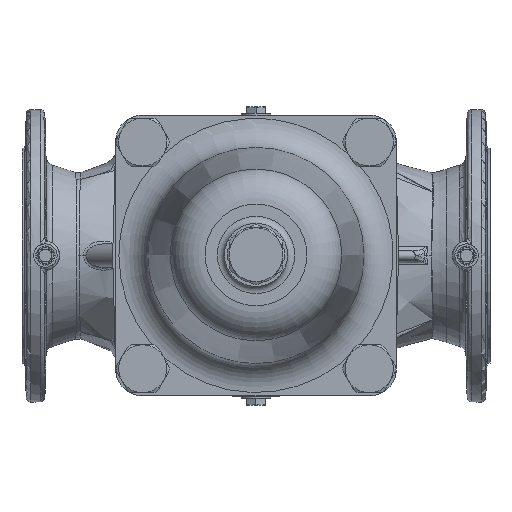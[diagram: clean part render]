
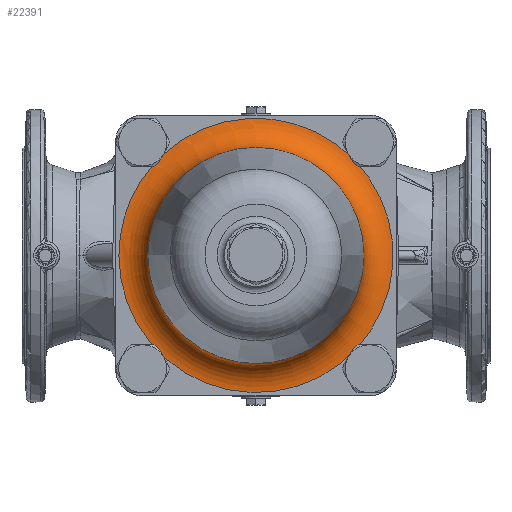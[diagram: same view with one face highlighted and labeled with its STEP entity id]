
A CAD part, top view. The second image highlights one B-rep face of the part: STEP entity #22391.
In plain terms, the highlighted toroidal (fillet/blend) face has major radius 117.21 mm and minor radius 25 mm.
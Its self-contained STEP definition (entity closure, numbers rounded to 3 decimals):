
#2736=B_SPLINE_CURVE_WITH_KNOTS('',3,(#33104,#33105,#33106,#33107),
 .UNSPECIFIED.,.F.,.F.,(4,4),(34.036,34.889),
 .UNSPECIFIED.);
#2737=B_SPLINE_CURVE_WITH_KNOTS('',3,(#33163,#33164,#33165,#33166),
 .UNSPECIFIED.,.F.,.F.,(4,4),(13.22,13.373),
 .UNSPECIFIED.);
#2738=B_SPLINE_CURVE_WITH_KNOTS('',3,(#33233,#33234,#33235,#33236,#33237,
#33238),.UNSPECIFIED.,.F.,.F.,(4,2,4),(-0.403,-0.205,
0.),.UNSPECIFIED.);
#4752=FACE_BOUND('',#6758,.T.);
#5155=FACE_OUTER_BOUND('',#6757,.T.);
#6757=EDGE_LOOP('',(#15021,#15022,#15023,#15024));
#6758=EDGE_LOOP('',(#15025));
#8326=CIRCLE('',#24105,117.21);
#8327=CIRCLE('',#24106,92.305);
#9312=VERTEX_POINT('',#33102);
#9313=VERTEX_POINT('',#33103);
#9331=VERTEX_POINT('',#33161);
#9332=VERTEX_POINT('',#33162);
#9347=VERTEX_POINT('',#33248);
#11381=EDGE_CURVE('',#9312,#9313,#2736,.T.);
#11400=EDGE_CURVE('',#9331,#9332,#2737,.T.);
#11430=EDGE_CURVE('',#9313,#9331,#2738,.T.);
#11434=EDGE_CURVE('',#9332,#9312,#8326,.T.);
#11435=EDGE_CURVE('',#9347,#9347,#8327,.T.);
#15021=ORIENTED_EDGE('',*,*,#11381,.T.);
#15022=ORIENTED_EDGE('',*,*,#11430,.T.);
#15023=ORIENTED_EDGE('',*,*,#11400,.T.);
#15024=ORIENTED_EDGE('',*,*,#11434,.T.);
#15025=ORIENTED_EDGE('',*,*,#11435,.F.);
#20591=TOROIDAL_SURFACE('',#24104,117.21,25.);
#22391=ADVANCED_FACE('',(#5155,#4752),#20591,.F.);
#24104=AXIS2_PLACEMENT_3D('',#33246,#26811,#26812);
#24105=AXIS2_PLACEMENT_3D('',#33247,#26813,#26814);
#24106=AXIS2_PLACEMENT_3D('',#33249,#26815,#26816);
#26811=DIRECTION('center_axis',(0.,0.,
1.));
#26812=DIRECTION('ref_axis',(-1.,0.,0.));
#26813=DIRECTION('center_axis',(0.,0.,
1.));
#26814=DIRECTION('ref_axis',(-1.,0.,0.));
#26815=DIRECTION('center_axis',(0.,0.,
1.));
#26816=DIRECTION('ref_axis',(-1.,0.,0.));
#33102=CARTESIAN_POINT('',(-79.301,86.31,288.41));
#33103=CARTESIAN_POINT('',(-83.877,78.385,288.526));
#33104=CARTESIAN_POINT('Ctrl Pts',(-79.301,86.31,288.41));
#33105=CARTESIAN_POINT('Ctrl Pts',(-80.723,83.848,288.41));
#33106=CARTESIAN_POINT('Ctrl Pts',(-82.39,80.96,288.461));
#33107=CARTESIAN_POINT('Ctrl Pts',(-83.877,78.385,288.526));
#33161=CARTESIAN_POINT('',(-87.36,76.374,288.437));
#33162=CARTESIAN_POINT('',(-88.911,76.374,288.41));
#33163=CARTESIAN_POINT('Ctrl Pts',(-87.36,76.374,288.437));
#33164=CARTESIAN_POINT('Ctrl Pts',(-87.886,76.374,288.419));
#33165=CARTESIAN_POINT('Ctrl Pts',(-88.404,76.374,288.41));
#33166=CARTESIAN_POINT('Ctrl Pts',(-88.911,76.374,288.41));
#33233=CARTESIAN_POINT('Ctrl Pts',(-83.877,78.385,288.526));
#33234=CARTESIAN_POINT('Ctrl Pts',(-84.416,78.006,288.513));
#33235=CARTESIAN_POINT('Ctrl Pts',(-84.971,77.651,288.498));
#33236=CARTESIAN_POINT('Ctrl Pts',(-86.132,76.978,288.467));
#33237=CARTESIAN_POINT('Ctrl Pts',(-86.739,76.662,288.45));
#33238=CARTESIAN_POINT('Ctrl Pts',(-87.36,76.374,288.437));
#33246=CARTESIAN_POINT('Origin',(0.,0.,
313.41));
#33247=CARTESIAN_POINT('Origin',(0.,0.,
288.41));
#33248=CARTESIAN_POINT('',(-92.305,0.,311.231));
#33249=CARTESIAN_POINT('Origin',(0.,0.,
311.231));
